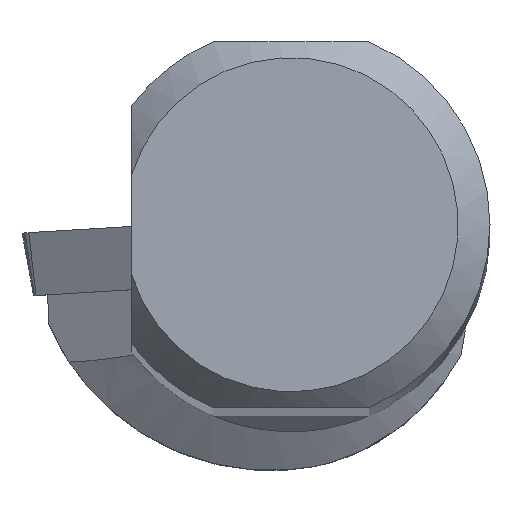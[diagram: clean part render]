
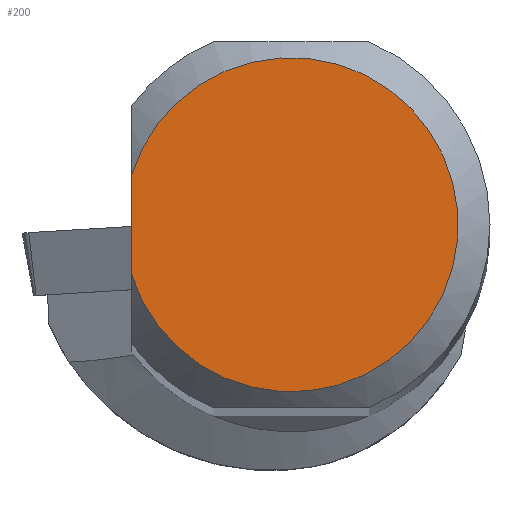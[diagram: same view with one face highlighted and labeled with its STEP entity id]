
A CAD part, top view. The second image highlights one B-rep face of the part: STEP entity #200.
In plain terms, the highlighted planar face has unit normal (0, 0, 1).
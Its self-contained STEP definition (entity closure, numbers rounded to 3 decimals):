
#156=FACE_OUTER_BOUND('',#392,.T.);
#200=ADVANCED_FACE('CU_SU_BP3',(#156),#232,.T.);
#232=PLANE('',#1029);
#269=LINE('',#1596,#316);
#316=VECTOR('',#1181,1.);
#392=EDGE_LOOP('',(#560,#561));
#560=ORIENTED_EDGE('',*,*,#786,.F.);
#561=ORIENTED_EDGE('',*,*,#824,.T.);
#694=VERTEX_POINT('',#1595);
#695=VERTEX_POINT('',#1597);
#786=EDGE_CURVE('',#694,#695,#269,.T.);
#824=EDGE_CURVE('',#694,#695,#868,.T.);
#868=CIRCLE('',#1028,10.491);
#1028=AXIS2_PLACEMENT_3D('',#1727,#1243,#1244);
#1029=AXIS2_PLACEMENT_3D('',#1728,#1245,#1246);
#1181=DIRECTION('',(0.,1.,0.));
#1243=DIRECTION('',(0.,0.,1.));
#1244=DIRECTION('',(1.,0.,0.));
#1245=DIRECTION('',(0.,0.,1.));
#1246=DIRECTION('',(1.,0.,0.));
#1595=CARTESIAN_POINT('',(-10.009,-3.145,0.));
#1596=CARTESIAN_POINT('',(-10.009,0.,0.));
#1597=CARTESIAN_POINT('',(-10.009,3.145,0.));
#1727=CARTESIAN_POINT('',(0.,0.,0.));
#1728=CARTESIAN_POINT('',(0.,0.,
0.));
